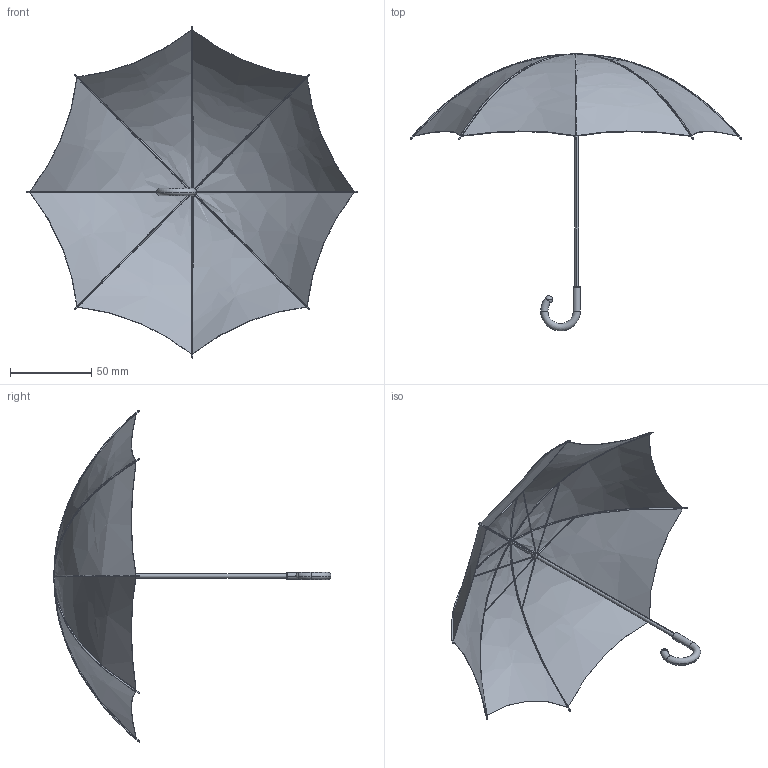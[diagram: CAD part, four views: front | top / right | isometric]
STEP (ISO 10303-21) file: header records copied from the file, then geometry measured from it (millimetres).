
FILE_DESCRIPTION (( 'STEP AP214' ), '1' );
FILE_NAME ('Umbrella.step', '2023-06-15T00:36:33', ( '' ), ( '' ), 'SwSTEP 2.0', 'SolidWorks 2022', '' );
FILE_SCHEMA (( 'AUTOMOTIVE_DESIGN' ));
Length unit declared in the file: millimetre
Products named in the file (1): Umbrella
Bounding box: 203.98 x 170.75 x 203.98 mm (x, y, z)
Volume: 8841.5 mm3; surface area: 70390.9 mm2
Topology: 1 solids, 1 shells, 121 faces, 374 edges, 234 vertices
Faces by surface type: bspline 59, cylinder 30, plane 22, torus 8, sphere 2
Entity records: 7140 total; most frequent: CARTESIAN_POINT 3892, ORIENTED_EDGE 710, EDGE_CURVE 355, DIRECTION 342, VERTEX_POINT 232, B_SPLINE_CURVE_WITH_KNOTS 206, AXIS2_PLACEMENT_3D 156, EDGE_LOOP 133
